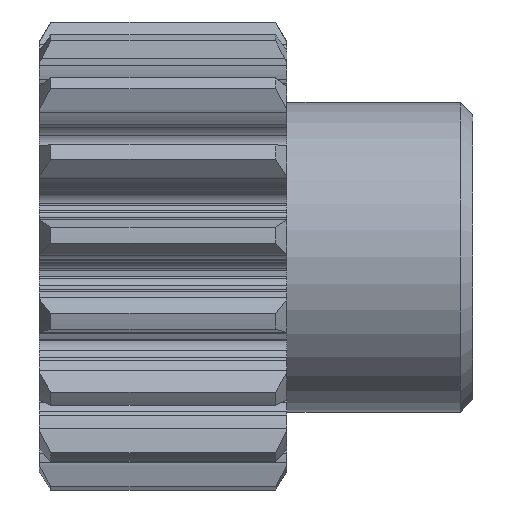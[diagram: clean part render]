
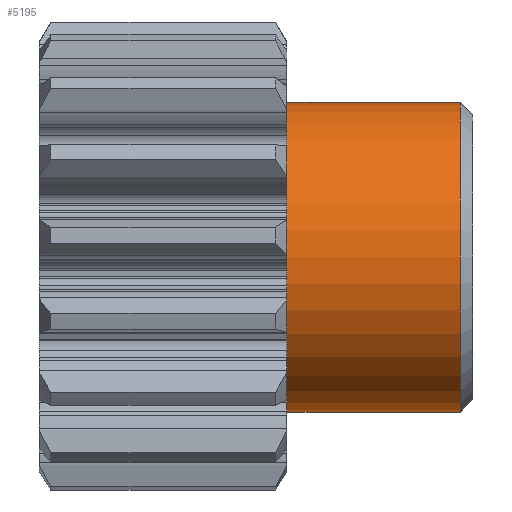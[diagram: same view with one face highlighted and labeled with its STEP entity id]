
A CAD part, top view. The second image highlights one B-rep face of the part: STEP entity #5195.
In plain terms, the highlighted cylindrical face has radius 12.5 mm (diameter 25 mm), a full revolution.
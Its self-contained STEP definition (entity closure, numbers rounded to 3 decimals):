
#34=VECTOR('',#7352,1.);
#287=LINE('',#9508,#34);
#540=CYLINDRICAL_SURFACE('',#5997,12.5);
#1242=VERTEX_POINT('',#9045);
#1462=VERTEX_POINT('',#9509);
#1463=VERTEX_POINT('',#9511);
#1757=CIRCLE('',#5770,12.5);
#1982=CIRCLE('',#5998,12.5);
#2350=EDGE_CURVE('',#1242,#1242,#1757,.T.);
#2588=EDGE_CURVE('',#1462,#1242,#287,.T.);
#2589=EDGE_CURVE('',#1463,#1462,#1982,.T.);
#2590=EDGE_CURVE('',#1462,#1463,#1982,.T.);
#3484=ORIENTED_EDGE('',*,*,#2588,.T.);
#3485=ORIENTED_EDGE('',*,*,#2350,.T.);
#3486=ORIENTED_EDGE('',*,*,#2588,.F.);
#3487=ORIENTED_EDGE('',*,*,#2589,.F.);
#3488=ORIENTED_EDGE('',*,*,#2590,.F.);
#4611=EDGE_LOOP('',(#3484,#3485,#3486,#3487,#3488));
#4904=FACE_BOUND('',#4611,.T.);
#5195=ADVANCED_FACE('',(#4904),#540,.T.);
#5770=AXIS2_PLACEMENT_3D('',#9044,#6896,#6897);
#5997=AXIS2_PLACEMENT_3D('',#9507,#7350,#7351);
#5998=AXIS2_PLACEMENT_3D('',#9510,#7353,#7354);
#6896=DIRECTION('',(1.,0.,0.));
#6897=DIRECTION('',(0.,0.,-12.5));
#7350=DIRECTION('',(1.,0.,0.));
#7351=DIRECTION('',(0.,0.,-12.5));
#7352=DIRECTION('',(-1.,0.,0.));
#7353=DIRECTION('',(1.,0.,0.));
#7354=DIRECTION('',(0.,0.,-12.5));
#9044=CARTESIAN_POINT('',(20.,0.,0.));
#9045=CARTESIAN_POINT('',(20.,0.,-12.5));
#9507=CARTESIAN_POINT('',(35.,0.,0.));
#9508=CARTESIAN_POINT('',(19.,0.,-12.5));
#9509=CARTESIAN_POINT('',(34.,0.,-12.5));
#9510=CARTESIAN_POINT('',(34.,0.,0.));
#9511=CARTESIAN_POINT('',(34.,0.,12.5));
